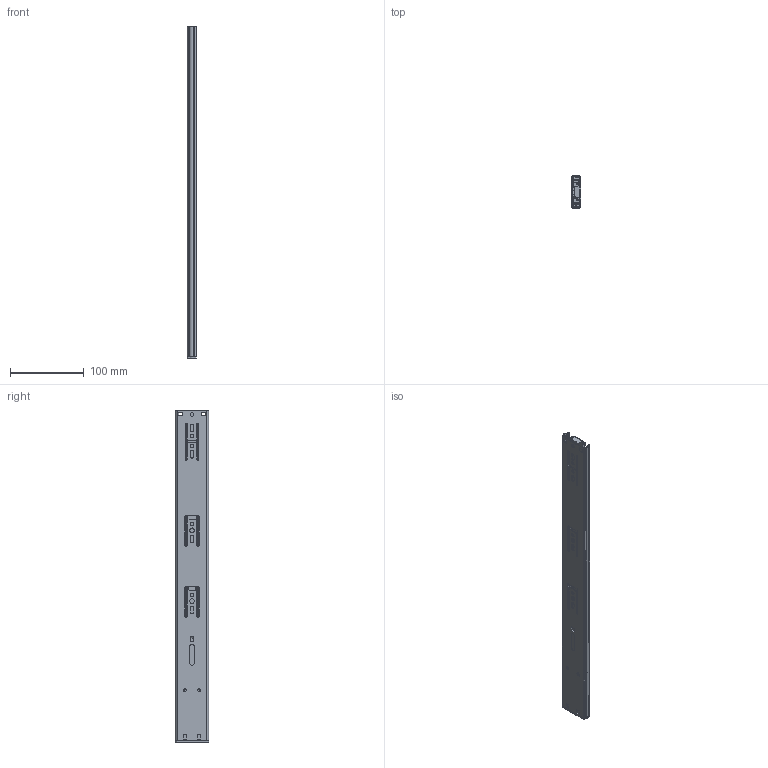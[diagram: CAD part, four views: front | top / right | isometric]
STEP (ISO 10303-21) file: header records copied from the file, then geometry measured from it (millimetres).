
FILE_DESCRIPTION(/* description */ (''),/* implementation_level */ '2;1');
FILE_NAME(/* name */ 'KV1-45-H45-L450-SC.stp',/* time_stamp */ '2020-08-05T18:26:12+02:00',/* author */ ('S'),/* organization */ (''),/* preprocessor_version */ 'ST-DEVELOPER v16.1',/* originating_system */ 'Autodesk Inventor 2016',/* authorisation */ '');
FILE_SCHEMA (('AUTOMOTIVE_DESIGN { 1 0 10303 214 3 1 1 }'));
Length unit declared in the file: millimetre
Products named in the file (4): Junker_H45SC_op_450; Junker_H45SC_450; Junker_H45CS_450_mp; KV1-45-H45-L...-SC
Assembly tree (3 placements, depth 2):
  KV1-45-H45-L...-SC
    Junker_H45SC_op_450
    Junker_H45SC_450
    Junker_H45CS_450_mp
Bounding box: 12.7 x 44.98 x 450 mm (x, y, z)
Volume: 104351.4 mm3; surface area: 137817.3 mm2
Topology: 6 solids, 6 shells, 406 faces, 1157 edges, 762 vertices
Faces by surface type: plane 208, cylinder 190, cone 6, torus 2
Full cylindrical faces by diameter (mm): 4.2 x2, 4.5 x7, 5 x1, 6.2 x2, 7 x2
Entity records: 13689 total; most frequent: CARTESIAN_POINT 2492, DIRECTION 2317, ORIENTED_EDGE 2276, EDGE_CURVE 1138, AXIS2_PLACEMENT_3D 794, VERTEX_POINT 757, LINE 729, VECTOR 729
